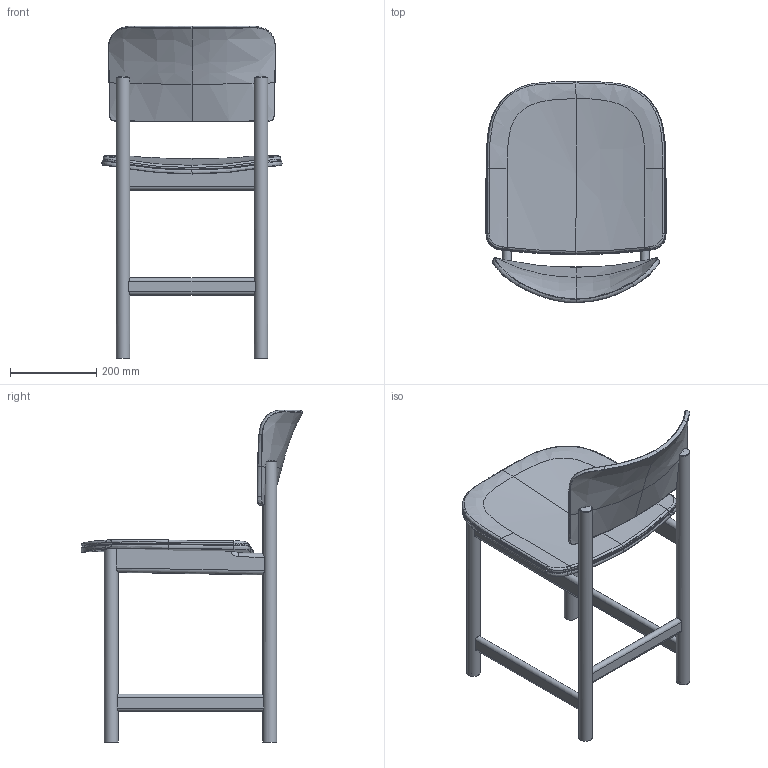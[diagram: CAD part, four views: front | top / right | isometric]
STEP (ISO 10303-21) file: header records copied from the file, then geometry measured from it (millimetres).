
FILE_DESCRIPTION(/* description */ (''),/* implementation_level */ '2;1');
FILE_NAME(/* name */ 'RENAME.stp',/* time_stamp */ '2025-11-25T15:32:45+01:00',/* author */ ('reg'),/* organization */ (''),/* preprocessor_version */ 'ST-DEVELOPER v20',/* originating_system */ 'Autodesk Inventor 2025',/* authorisation */ '');
FILE_SCHEMA (('AUTOMOTIVE_DESIGN { 1 0 10303 214 3 1 1 }'));
Products named in the file (4): 3423-W-2000; 3423_3422-W-1000; 3423-W-2000_1; 3423-U-2000
Assembly tree (3 placements, depth 2):
  3423-W-2000
    3423_3422-W-1000
    3423-W-2000_1
    3423-U-2000
Bounding box: 417.7 x 513.98 x 769.94 mm (x, y, z)
Volume: 7749135.5 mm3; surface area: 1686664.8 mm2
Topology: 21 solids, 21 shells, 361 faces, 805 edges, 488 vertices
Faces by surface type: bspline 238, plane 62, cylinder 47, torus 12, sphere 2
Full cylindrical faces by diameter (mm): 1.5 x4, 25.097 x4, 32 x4
Entity records: 50468 total; most frequent: CARTESIAN_POINT 43794, ORIENTED_EDGE 1606, EDGE_CURVE 803, DIRECTION 738, VERTEX_POINT 488, B_SPLINE_CURVE_WITH_KNOTS 473, EDGE_LOOP 365, FACE_OUTER_BOUND 361
